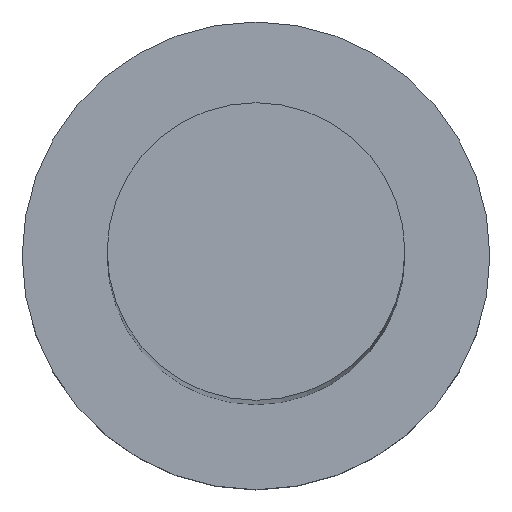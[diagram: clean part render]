
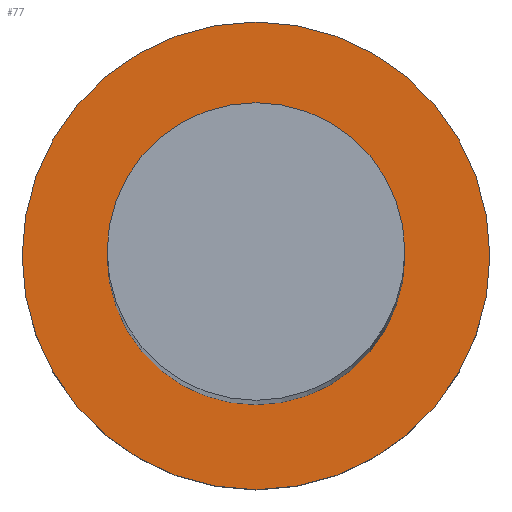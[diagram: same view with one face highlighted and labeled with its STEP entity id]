
A CAD part, top view. The second image highlights one B-rep face of the part: STEP entity #77.
In plain terms, the highlighted planar face has unit normal (0, 0, 1).
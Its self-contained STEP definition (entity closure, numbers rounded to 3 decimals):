
#14 = VERTEX_POINT ( 'NONE', #172 ) ;
#35 = CARTESIAN_POINT ( 'NONE',  ( 0., 0., 7. ) ) ;
#36 = DIRECTION ( 'NONE',  ( 1., 0., 0. ) ) ;
#41 = AXIS2_PLACEMENT_3D ( 'NONE', #78, #114, #192 ) ;
#45 = VERTEX_POINT ( 'NONE', #93 ) ;
#52 = DIRECTION ( 'NONE',  ( 0., 0., 1. ) ) ;
#54 = CIRCLE ( 'NONE', #249, 7. ) ;
#58 = ORIENTED_EDGE ( 'NONE', *, *, #117, .T. ) ;
#60 = CARTESIAN_POINT ( 'NONE',  ( -7., 0., 7. ) ) ;
#73 = FACE_BOUND ( 'NONE', #195, .T. ) ;
#77 = ADVANCED_FACE ( 'NONE', ( #73, #231 ), #170, .T. ) ;
#78 = CARTESIAN_POINT ( 'NONE',  ( 0., 0., 7. ) ) ;
#79 = DIRECTION ( 'NONE',  ( 0., 0., 1. ) ) ;
#85 = ORIENTED_EDGE ( 'NONE', *, *, #201, .T. ) ;
#87 = VERTEX_POINT ( 'NONE', #98 ) ;
#93 = CARTESIAN_POINT ( 'NONE',  ( 11., 0., 7. ) ) ;
#98 = CARTESIAN_POINT ( 'NONE',  ( -11., 0., 7. ) ) ;
#101 = AXIS2_PLACEMENT_3D ( 'NONE', #127, #109, #111 ) ;
#108 = EDGE_CURVE ( 'NONE', #228, #14, #220, .T. ) ;
#109 = DIRECTION ( 'NONE',  ( 0., 0., 1. ) ) ;
#111 = DIRECTION ( 'NONE',  ( 1., 0., 0. ) ) ;
#114 = DIRECTION ( 'NONE',  ( 0., 0., 1. ) ) ;
#115 = DIRECTION ( 'NONE',  ( 0., 0., 1. ) ) ;
#116 = DIRECTION ( 'NONE',  ( 1., 0., 0. ) ) ;
#117 = EDGE_CURVE ( 'NONE', #45, #87, #198, .T. ) ;
#127 = CARTESIAN_POINT ( 'NONE',  ( 0., 0., 7. ) ) ;
#148 = DIRECTION ( 'NONE',  ( 1., 0., 0. ) ) ;
#156 = AXIS2_PLACEMENT_3D ( 'NONE', #229, #52, #148 ) ;
#160 = CARTESIAN_POINT ( 'NONE',  ( 0., 0., 7. ) ) ;
#163 = EDGE_LOOP ( 'NONE', ( #85, #58 ) ) ;
#170 = PLANE ( 'NONE',  #156 ) ;
#171 = AXIS2_PLACEMENT_3D ( 'NONE', #35, #115, #36 ) ;
#172 = CARTESIAN_POINT ( 'NONE',  ( 7., 0., 7. ) ) ;
#191 = CIRCLE ( 'NONE', #171, 11. ) ;
#192 = DIRECTION ( 'NONE',  ( 1., 0., 0. ) ) ;
#195 = EDGE_LOOP ( 'NONE', ( #210, #245 ) ) ;
#198 = CIRCLE ( 'NONE', #101, 11. ) ;
#201 = EDGE_CURVE ( 'NONE', #87, #45, #191, .T. ) ;
#210 = ORIENTED_EDGE ( 'NONE', *, *, #108, .F. ) ;
#220 = CIRCLE ( 'NONE', #41, 7. ) ;
#228 = VERTEX_POINT ( 'NONE', #60 ) ;
#229 = CARTESIAN_POINT ( 'NONE',  ( 0., 0., 7. ) ) ;
#231 = FACE_OUTER_BOUND ( 'NONE', #163, .T. ) ;
#233 = EDGE_CURVE ( 'NONE', #14, #228, #54, .T. ) ;
#245 = ORIENTED_EDGE ( 'NONE', *, *, #233, .F. ) ;
#249 = AXIS2_PLACEMENT_3D ( 'NONE', #160, #79, #116 ) ;
